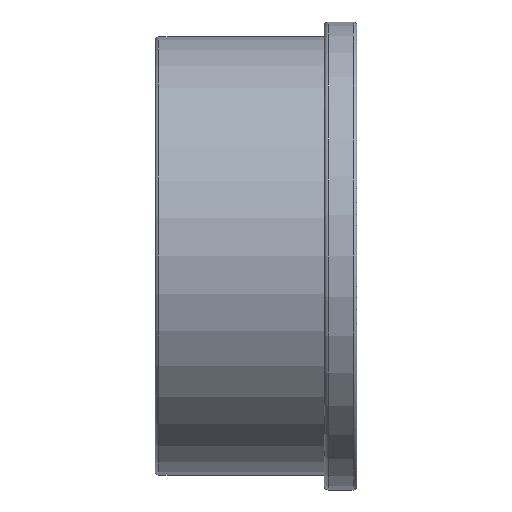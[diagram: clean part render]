
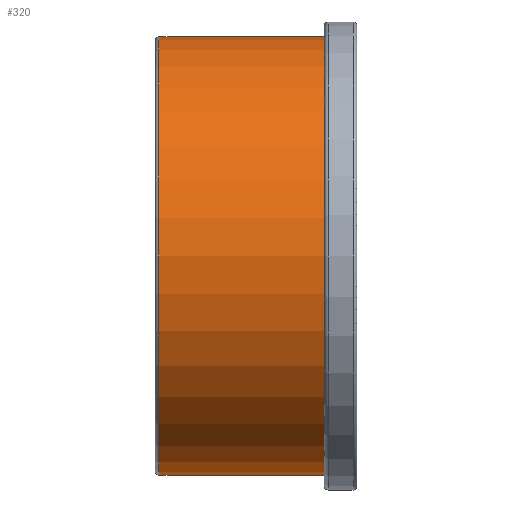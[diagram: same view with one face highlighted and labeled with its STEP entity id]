
A CAD part, front view. The second image highlights one B-rep face of the part: STEP entity #320.
In plain terms, the highlighted cylindrical face has radius 154 mm (diameter 308 mm), a full revolution.
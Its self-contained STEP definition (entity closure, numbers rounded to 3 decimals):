
#23=CYLINDRICAL_SURFACE('',#366,154.);
#62=FACE_BOUND('',#137,.T.);
#89=FACE_OUTER_BOUND('',#136,.T.);
#136=EDGE_LOOP('',(#281));
#137=EDGE_LOOP('',(#282));
#160=CIRCLE('',#363,154.);
#161=CIRCLE('',#365,154.);
#187=VERTEX_POINT('',#2763);
#188=VERTEX_POINT('',#2766);
#219=EDGE_CURVE('',#187,#187,#160,.T.);
#220=EDGE_CURVE('',#188,#188,#161,.T.);
#281=ORIENTED_EDGE('',*,*,#219,.T.);
#282=ORIENTED_EDGE('',*,*,#220,.F.);
#320=ADVANCED_FACE('',(#89,#62),#23,.T.);
#363=AXIS2_PLACEMENT_3D('',#2764,#448,#449);
#365=AXIS2_PLACEMENT_3D('',#2767,#452,#453);
#366=AXIS2_PLACEMENT_3D('',#2768,#454,#455);
#448=DIRECTION('center_axis',(-1.,0.,0.));
#449=DIRECTION('ref_axis',(0.,0.,1.));
#452=DIRECTION('center_axis',(-1.,0.,0.));
#453=DIRECTION('ref_axis',(0.,1.,0.));
#454=DIRECTION('center_axis',(-1.,0.,0.));
#455=DIRECTION('ref_axis',(0.,-1.,0.));
#2763=CARTESIAN_POINT('',(119.,-154.,0.));
#2764=CARTESIAN_POINT('Origin',(119.,0.,0.));
#2766=CARTESIAN_POINT('',(2.8,-154.,0.));
#2767=CARTESIAN_POINT('Origin',(2.8,0.,0.));
#2768=CARTESIAN_POINT('Origin',(59.5,0.,0.));
